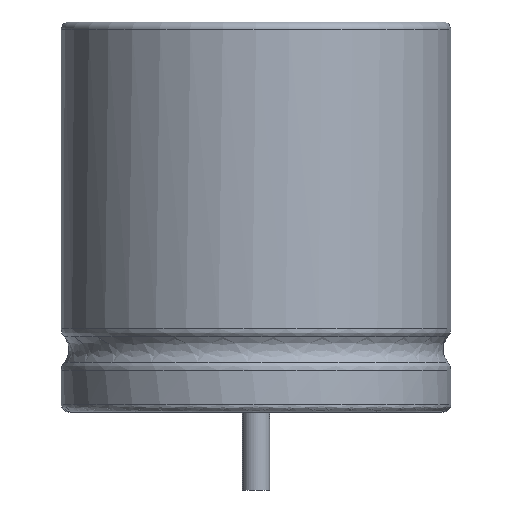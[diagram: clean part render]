
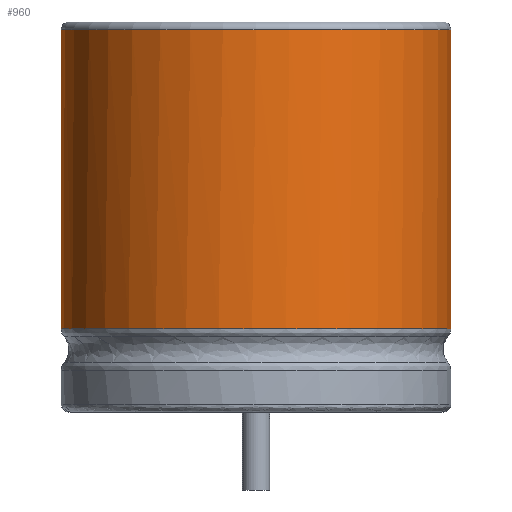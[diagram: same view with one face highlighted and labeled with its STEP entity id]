
A CAD part, left-side view. The second image highlights one B-rep face of the part: STEP entity #960.
In plain terms, the highlighted cylindrical face has radius 5 mm (diameter 10 mm), a partial arc.
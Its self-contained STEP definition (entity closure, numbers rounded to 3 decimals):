
#13=DIRECTION('',(0.,0.,1.));
#143=DIRECTION('',(0.924,-0.383,0.));
#192=DIRECTION('',(0.,-0.,-1.));
#287=VECTOR('',#13,1.);
#583=VERTEX_POINT('',#584);
#584=CARTESIAN_POINT('',(8.369,1.913,2.135));
#687=VERTEX_POINT('',#688);
#688=CARTESIAN_POINT('',(8.369,-1.913,2.135));
#717=ORIENTED_EDGE('',*,*,#718,.T.);
#718=EDGE_CURVE('',#687,#583,#719,.T.);
#719=B_SPLINE_CURVE_WITH_KNOTS('',12,(#720,#721,#722,#723,#724,#725,#726,#727,#728,#729,#730,#731,#732,#733,#734,#735,#736,#737,#738,#739,#740,#741,#742,#743,#744,#745,#746,#747,#748,#749,#750,#751,#752,#753,#754),.UNSPECIFIED.,.F.,.F.,(13,11,11,13),(-1.171,0.,27.489,28.66),.UNSPECIFIED.);
#720=CARTESIAN_POINT('',(8.818,-0.831,2.135));
#721=CARTESIAN_POINT('',(8.78,-0.922,2.135));
#722=CARTESIAN_POINT('',(8.742,-1.013,2.135));
#723=CARTESIAN_POINT('',(8.705,-1.103,2.135));
#724=CARTESIAN_POINT('',(8.667,-1.194,2.135));
#725=CARTESIAN_POINT('',(8.63,-1.284,2.135));
#726=CARTESIAN_POINT('',(8.593,-1.374,2.135));
#727=CARTESIAN_POINT('',(8.555,-1.465,2.135));
#728=CARTESIAN_POINT('',(8.518,-1.555,2.135));
#729=CARTESIAN_POINT('',(8.481,-1.644,2.135));
#730=CARTESIAN_POINT('',(8.444,-1.734,2.135));
#731=CARTESIAN_POINT('',(8.406,-1.824,2.135));
#732=CARTESIAN_POINT('',(7.499,-4.015,2.135));
#733=CARTESIAN_POINT('',(5.571,-5.717,2.135));
#734=CARTESIAN_POINT('',(2.789,-6.391,2.135));
#735=CARTESIAN_POINT('',(-0.194,-5.514,2.135));
#736=CARTESIAN_POINT('',(-2.416,-3.325,2.135));
#737=CARTESIAN_POINT('',(-3.529,0.,2.135));
#738=CARTESIAN_POINT('',(-2.416,3.325,2.135));
#739=CARTESIAN_POINT('',(-0.194,5.514,2.135));
#740=CARTESIAN_POINT('',(2.789,6.391,2.135));
#741=CARTESIAN_POINT('',(5.571,5.717,2.135));
#742=CARTESIAN_POINT('',(7.499,4.015,2.135));
#743=CARTESIAN_POINT('',(8.406,1.824,2.135));
#744=CARTESIAN_POINT('',(8.444,1.734,2.135));
#745=CARTESIAN_POINT('',(8.481,1.644,2.135));
#746=CARTESIAN_POINT('',(8.518,1.555,2.135));
#747=CARTESIAN_POINT('',(8.555,1.465,2.135));
#748=CARTESIAN_POINT('',(8.593,1.374,2.135));
#749=CARTESIAN_POINT('',(8.63,1.284,2.135));
#750=CARTESIAN_POINT('',(8.667,1.194,2.135));
#751=CARTESIAN_POINT('',(8.705,1.103,2.135));
#752=CARTESIAN_POINT('',(8.742,1.013,2.135));
#753=CARTESIAN_POINT('',(8.78,0.922,2.135));
#754=CARTESIAN_POINT('',(8.818,0.831,2.135));
#796=EDGE_CURVE('',#583,#797,#799,.T.);
#797=VERTEX_POINT('',#798);
#798=CARTESIAN_POINT('',(8.369,1.913,9.8));
#799=LINE('',#800,#287);
#800=CARTESIAN_POINT('',(8.369,1.913,2.));
#865=EDGE_CURVE('',#687,#866,#868,.T.);
#866=VERTEX_POINT('',#867);
#867=CARTESIAN_POINT('',(8.369,-1.913,9.8));
#868=LINE('',#869,#287);
#869=CARTESIAN_POINT('',(8.369,-1.913,2.));
#874=CARTESIAN_POINT('',(3.75,0.,9.8));
#951=CARTESIAN_POINT('',(3.75,0.,2.));
#960=ADVANCED_FACE('',(#961),#969,.T.);
#961=FACE_BOUND('',#962,.F.);
#962=EDGE_LOOP('',(#963,#717,#964,#965));
#963=ORIENTED_EDGE('',*,*,#865,.F.);
#964=ORIENTED_EDGE('',*,*,#796,.T.);
#965=ORIENTED_EDGE('',*,*,#966,.F.);
#966=EDGE_CURVE('',#866,#797,#967,.T.);
#967=CIRCLE('',#968,5.);
#968=AXIS2_PLACEMENT_3D('',#874,#192,#143);
#969=CYLINDRICAL_SURFACE('',#970,5.);
#970=AXIS2_PLACEMENT_3D('',#951,#13,#143);
